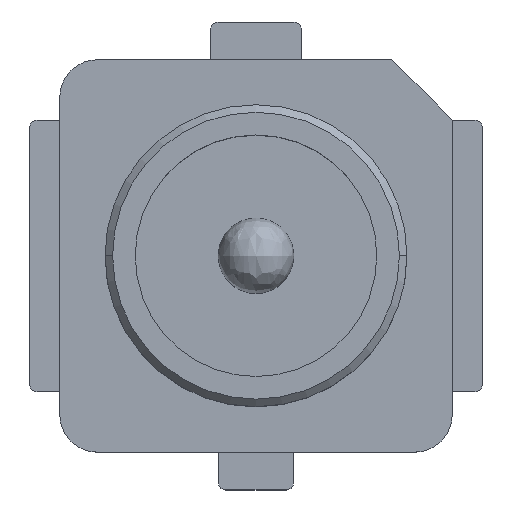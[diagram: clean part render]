
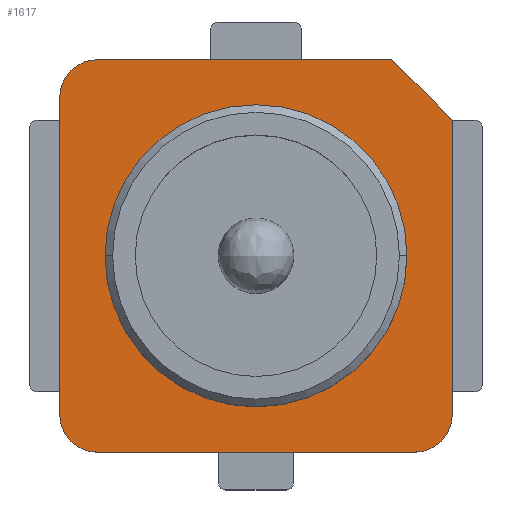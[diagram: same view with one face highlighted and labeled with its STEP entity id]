
A CAD part, top view. The second image highlights one B-rep face of the part: STEP entity #1617.
In plain terms, the highlighted planar face has unit normal (0, 0, 1).
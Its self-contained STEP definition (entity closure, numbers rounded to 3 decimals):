
#6 = AXIS2_PLACEMENT_3D ( 'NONE', #1075, #1213, #526 ) ;
#56 = CARTESIAN_POINT ( 'NONE',  ( -1., 0., -0.88 ) ) ;
#57 = VECTOR ( 'NONE', #1302, 1000. ) ;
#85 = EDGE_CURVE ( 'NONE', #1200, #1642, #498, .T. ) ;
#97 = EDGE_LOOP ( 'NONE', ( #100, #1358 ) ) ;
#100 = ORIENTED_EDGE ( 'NONE', *, *, #1487, .T. ) ;
#150 = AXIS2_PLACEMENT_3D ( 'NONE', #274, #805, #938 ) ;
#157 = VERTEX_POINT ( 'NONE', #1519 ) ;
#192 = DIRECTION ( 'NONE',  ( 0., 0., 1. ) ) ;
#228 = CARTESIAN_POINT ( 'NONE',  ( -1.3, 1.05, -0.88 ) ) ;
#239 = CARTESIAN_POINT ( 'NONE',  ( -1.05, 1.3, -0.88 ) ) ;
#241 = ORIENTED_EDGE ( 'NONE', *, *, #350, .F. ) ;
#242 = AXIS2_PLACEMENT_3D ( 'NONE', #1230, #655, #1618 ) ;
#274 = CARTESIAN_POINT ( 'NONE',  ( 0., 0., -0.88 ) ) ;
#318 = CARTESIAN_POINT ( 'NONE',  ( 0.9, 1.3, -0.88 ) ) ;
#327 = VERTEX_POINT ( 'NONE', #575 ) ;
#350 = EDGE_CURVE ( 'NONE', #1315, #1444, #1759, .T. ) ;
#354 = DIRECTION ( 'NONE',  ( 0.707, -0.707, 0. ) ) ;
#376 = VECTOR ( 'NONE', #1711, 1000. ) ;
#433 = EDGE_CURVE ( 'NONE', #497, #1614, #1159, .T. ) ;
#455 = PLANE ( 'NONE',  #1450 ) ;
#476 = DIRECTION ( 'NONE',  ( 1., 0., 0. ) ) ;
#497 = VERTEX_POINT ( 'NONE', #239 ) ;
#498 = CIRCLE ( 'NONE', #6, 0.25 ) ;
#526 = DIRECTION ( 'NONE',  ( 1., 0., 0. ) ) ;
#575 = CARTESIAN_POINT ( 'NONE',  ( 1.3, 0.9, -0.88 ) ) ;
#585 = CARTESIAN_POINT ( 'NONE',  ( -1.05, -1.3, -0.88 ) ) ;
#605 = CARTESIAN_POINT ( 'NONE',  ( 0., 0., -0.88 ) ) ;
#611 = CARTESIAN_POINT ( 'NONE',  ( 1.3, -1.05, -0.88 ) ) ;
#616 = CARTESIAN_POINT ( 'NONE',  ( -1.3, 0., -0.88 ) ) ;
#635 = CIRCLE ( 'NONE', #242, 1. ) ;
#655 = DIRECTION ( 'NONE',  ( 0., 0., -1. ) ) ;
#695 = FACE_OUTER_BOUND ( 'NONE', #879, .T. ) ;
#737 = CARTESIAN_POINT ( 'NONE',  ( -1.05, 1.05, -0.88 ) ) ;
#767 = EDGE_CURVE ( 'NONE', #1642, #1444, #1085, .T. ) ;
#805 = DIRECTION ( 'NONE',  ( 0., 0., -1. ) ) ;
#811 = LINE ( 'NONE', #1312, #57 ) ;
#879 = EDGE_LOOP ( 'NONE', ( #1728, #1020, #1561, #917, #1138, #241, #1601, #1056 ) ) ;
#917 = ORIENTED_EDGE ( 'NONE', *, *, #85, .T. ) ;
#928 = CARTESIAN_POINT ( 'NONE',  ( 1.05, -1.3, -0.88 ) ) ;
#938 = DIRECTION ( 'NONE',  ( 1., 0., 0. ) ) ;
#1008 = EDGE_CURVE ( 'NONE', #1185, #157, #1377, .T. ) ;
#1020 = ORIENTED_EDGE ( 'NONE', *, *, #1613, .T. ) ;
#1056 = ORIENTED_EDGE ( 'NONE', *, *, #1744, .F. ) ;
#1075 = CARTESIAN_POINT ( 'NONE',  ( -1.05, -1.05, -0.88 ) ) ;
#1085 = LINE ( 'NONE', #1625, #1604 ) ;
#1089 = LINE ( 'NONE', #616, #1695 ) ;
#1138 = ORIENTED_EDGE ( 'NONE', *, *, #767, .T. ) ;
#1148 = DIRECTION ( 'NONE',  ( 0., 0., 1. ) ) ;
#1152 = LINE ( 'NONE', #1576, #1754 ) ;
#1159 = LINE ( 'NONE', #1177, #376 ) ;
#1160 = DIRECTION ( 'NONE',  ( 0., -1., 0. ) ) ;
#1170 = CARTESIAN_POINT ( 'NONE',  ( 1.05, -1.05, -0.88 ) ) ;
#1174 = DIRECTION ( 'NONE',  ( 0., 0., -1. ) ) ;
#1177 = CARTESIAN_POINT ( 'NONE',  ( 0.9, 1.3, -0.88 ) ) ;
#1185 = VERTEX_POINT ( 'NONE', #56 ) ;
#1200 = VERTEX_POINT ( 'NONE', #1410 ) ;
#1213 = DIRECTION ( 'NONE',  ( 0., 0., 1. ) ) ;
#1230 = CARTESIAN_POINT ( 'NONE',  ( 0., 0., -0.88 ) ) ;
#1245 = EDGE_CURVE ( 'NONE', #1315, #327, #811, .T. ) ;
#1290 = AXIS2_PLACEMENT_3D ( 'NONE', #1170, #1174, #476 ) ;
#1302 = DIRECTION ( 'NONE',  ( 0., 1., 0. ) ) ;
#1309 = EDGE_CURVE ( 'NONE', #1750, #1200, #1089, .T. ) ;
#1312 = CARTESIAN_POINT ( 'NONE',  ( 1.3, 0., -0.88 ) ) ;
#1315 = VERTEX_POINT ( 'NONE', #611 ) ;
#1358 = ORIENTED_EDGE ( 'NONE', *, *, #1008, .T. ) ;
#1377 = CIRCLE ( 'NONE', #150, 1. ) ;
#1410 = CARTESIAN_POINT ( 'NONE',  ( -1.3, -1.05, -0.88 ) ) ;
#1429 = DIRECTION ( 'NONE',  ( 1., 0., 0. ) ) ;
#1436 = AXIS2_PLACEMENT_3D ( 'NONE', #737, #1148, #1429 ) ;
#1444 = VERTEX_POINT ( 'NONE', #928 ) ;
#1450 = AXIS2_PLACEMENT_3D ( 'NONE', #605, #192, #1701 ) ;
#1487 = EDGE_CURVE ( 'NONE', #157, #1185, #635, .T. ) ;
#1519 = CARTESIAN_POINT ( 'NONE',  ( 1., 0., -0.88 ) ) ;
#1535 = FACE_BOUND ( 'NONE', #97, .T. ) ;
#1561 = ORIENTED_EDGE ( 'NONE', *, *, #1309, .T. ) ;
#1576 = CARTESIAN_POINT ( 'NONE',  ( 1.3, 0.9, -0.88 ) ) ;
#1601 = ORIENTED_EDGE ( 'NONE', *, *, #1245, .T. ) ;
#1604 = VECTOR ( 'NONE', #1649, 1000. ) ;
#1613 = EDGE_CURVE ( 'NONE', #497, #1750, #1731, .T. ) ;
#1614 = VERTEX_POINT ( 'NONE', #318 ) ;
#1617 = ADVANCED_FACE ( 'NONE', ( #1535, #695 ), #455, .T. ) ;
#1618 = DIRECTION ( 'NONE',  ( 1., 0., 0. ) ) ;
#1625 = CARTESIAN_POINT ( 'NONE',  ( 0., -1.3, -0.88 ) ) ;
#1642 = VERTEX_POINT ( 'NONE', #585 ) ;
#1649 = DIRECTION ( 'NONE',  ( 1., 0., 0. ) ) ;
#1695 = VECTOR ( 'NONE', #1160, 1000. ) ;
#1701 = DIRECTION ( 'NONE',  ( 1., 0., 0. ) ) ;
#1711 = DIRECTION ( 'NONE',  ( 1., 0., 0. ) ) ;
#1728 = ORIENTED_EDGE ( 'NONE', *, *, #433, .F. ) ;
#1731 = CIRCLE ( 'NONE', #1436, 0.25 ) ;
#1744 = EDGE_CURVE ( 'NONE', #1614, #327, #1152, .T. ) ;
#1750 = VERTEX_POINT ( 'NONE', #228 ) ;
#1754 = VECTOR ( 'NONE', #354, 1000. ) ;
#1759 = CIRCLE ( 'NONE', #1290, 0.25 ) ;
